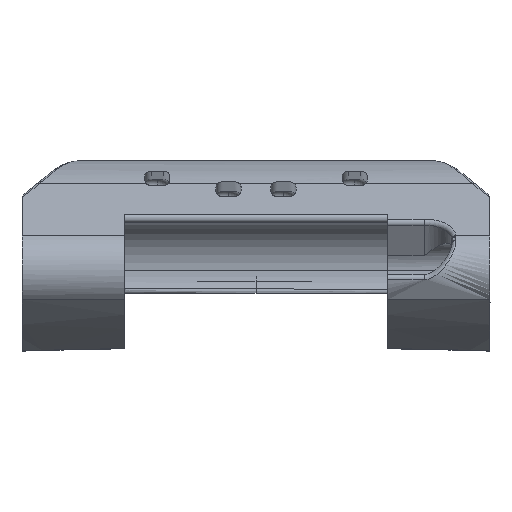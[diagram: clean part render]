
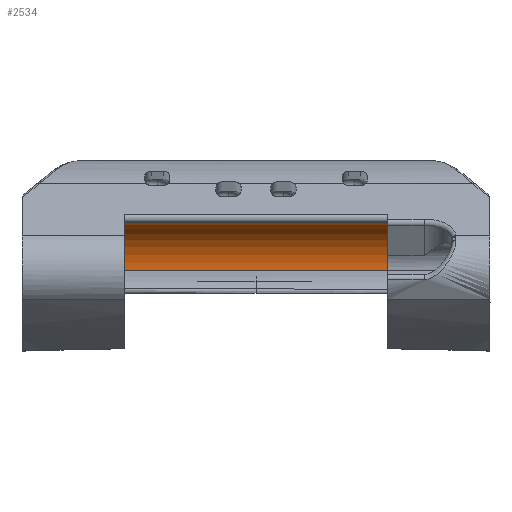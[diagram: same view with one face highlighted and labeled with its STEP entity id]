
A CAD part, top view. The second image highlights one B-rep face of the part: STEP entity #2534.
In plain terms, the highlighted cylindrical face has radius 2.275 mm (diameter 4.55 mm), a partial arc.
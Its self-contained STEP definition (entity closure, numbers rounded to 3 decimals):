
#6 = CARTESIAN_POINT ( 'NONE',  ( -6., 3.955, 21.687 ) ) ;
#1156 = DIRECTION ( 'NONE',  ( 1., 0., 0. ) ) ;
#1237 = DIRECTION ( 'NONE',  ( 1., 0., 0. ) ) ;
#1248 = VERTEX_POINT ( 'NONE', #15491 ) ;
#1874 = AXIS2_PLACEMENT_3D ( 'NONE', #14877, #9016, #7926 ) ;
#1876 = FACE_OUTER_BOUND ( 'NONE', #13005, .T. ) ;
#2534 = ADVANCED_FACE ( 'NONE', ( #1876 ), #10052, .F. ) ;
#2966 = DIRECTION ( 'NONE',  ( -1., 0., 0. ) ) ;
#3038 = EDGE_CURVE ( 'NONE', #11689, #14675, #10420, .T. ) ;
#3336 = LINE ( 'NONE', #11812, #5988 ) ;
#3426 = EDGE_CURVE ( 'NONE', #11689, #1248, #3336, .T. ) ;
#3499 = CARTESIAN_POINT ( 'NONE',  ( 6., 6.152, 21.096 ) ) ;
#3780 = EDGE_CURVE ( 'NONE', #12256, #14675, #10768, .T. ) ;
#4044 = ORIENTED_EDGE ( 'NONE', *, *, #3426, .T. ) ;
#4663 = CARTESIAN_POINT ( 'NONE',  ( 6., 3.955, 21.687 ) ) ;
#5452 = VECTOR ( 'NONE', #2966, 1000. ) ;
#5988 = VECTOR ( 'NONE', #14316, 1000. ) ;
#6141 = ORIENTED_EDGE ( 'NONE', *, *, #3780, .T. ) ;
#6545 = ORIENTED_EDGE ( 'NONE', *, *, #15543, .T. ) ;
#7601 = CIRCLE ( 'NONE', #15578, 2.275 ) ;
#7926 = DIRECTION ( 'NONE',  ( 0., 0., -1. ) ) ;
#9016 = DIRECTION ( 'NONE',  ( 1., 0., 0. ) ) ;
#9670 = DIRECTION ( 'NONE',  ( 0., 0., -1. ) ) ;
#10052 = CYLINDRICAL_SURFACE ( 'NONE', #1874, 2.275 ) ;
#10420 = CIRCLE ( 'NONE', #14621, 2.275 ) ;
#10500 = ORIENTED_EDGE ( 'NONE', *, *, #3038, .F. ) ;
#10768 = LINE ( 'NONE', #13743, #5452 ) ;
#11656 = CARTESIAN_POINT ( 'NONE',  ( -6., 3.955, 19.412 ) ) ;
#11689 = VERTEX_POINT ( 'NONE', #11656 ) ;
#11812 = CARTESIAN_POINT ( 'NONE',  ( -6., 3.955, 19.412 ) ) ;
#12256 = VERTEX_POINT ( 'NONE', #3499 ) ;
#12883 = CARTESIAN_POINT ( 'NONE',  ( -6., 6.152, 21.096 ) ) ;
#13005 = EDGE_LOOP ( 'NONE', ( #10500, #4044, #6545, #6141 ) ) ;
#13743 = CARTESIAN_POINT ( 'NONE',  ( -6., 6.152, 21.096 ) ) ;
#14316 = DIRECTION ( 'NONE',  ( 1., 0., 0. ) ) ;
#14621 = AXIS2_PLACEMENT_3D ( 'NONE', #6, #1237, #15772 ) ;
#14675 = VERTEX_POINT ( 'NONE', #12883 ) ;
#14877 = CARTESIAN_POINT ( 'NONE',  ( -6., 3.955, 21.687 ) ) ;
#15491 = CARTESIAN_POINT ( 'NONE',  ( 6., 3.955, 19.412 ) ) ;
#15543 = EDGE_CURVE ( 'NONE', #1248, #12256, #7601, .T. ) ;
#15578 = AXIS2_PLACEMENT_3D ( 'NONE', #4663, #1156, #9670 ) ;
#15772 = DIRECTION ( 'NONE',  ( 0., 0., -1. ) ) ;
